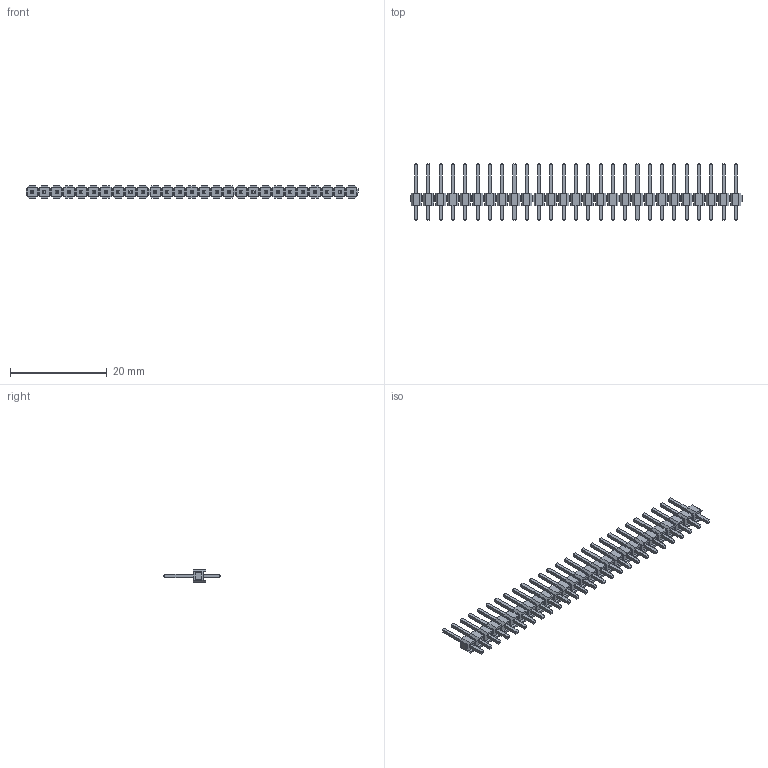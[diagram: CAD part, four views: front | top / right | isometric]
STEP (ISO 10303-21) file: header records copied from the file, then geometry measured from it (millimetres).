
FILE_DESCRIPTION (( 'STEP AP214' ), '1' );
FILE_NAME ('PLS-27.STEP', '2019-06-30T19:31:03', ( '' ), ( '' ), 'SwSTEP 2.0', 'SolidWorks 2018', '' );
FILE_SCHEMA (( 'AUTOMOTIVE_DESIGN' ));
Length unit declared in the file: millimetre
Products named in the file (1): PLS-27
Bounding box: 68.58 x 11.64 x 2.54 mm (x, y, z)
Volume: 415.7 mm3; surface area: 1562.7 mm2
Topology: 27 solids, 27 shells, 1134 faces, 2592 edges, 1620 vertices
Faces by surface type: plane 1134
Entity records: 43526 total; most frequent: CARTESIAN_POINT 5347, ORIENTED_EDGE 5184, DIRECTION 4862, LINE 2592, EDGE_CURVE 2592, VECTOR 2592, VERTEX_POINT 1620, EDGE_LOOP 1242
